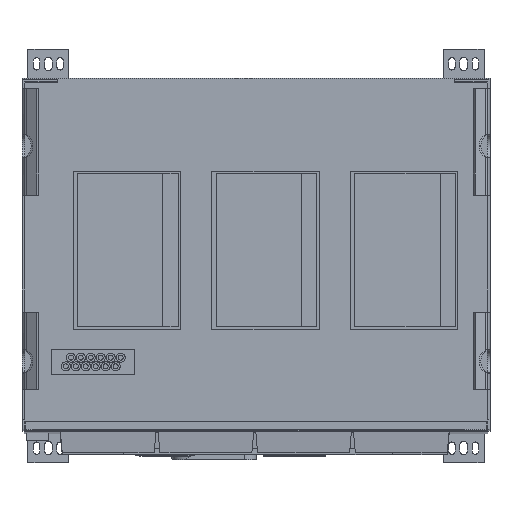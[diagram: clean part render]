
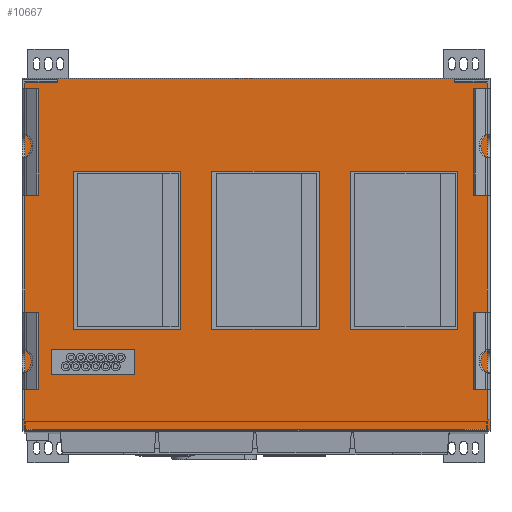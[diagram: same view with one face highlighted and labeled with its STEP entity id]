
A CAD part, top view. The second image highlights one B-rep face of the part: STEP entity #10667.
In plain terms, the highlighted planar face has unit normal (0, 0, 1).
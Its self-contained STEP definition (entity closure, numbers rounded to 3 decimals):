
#10667=ADVANCED_FACE('',(#13254,#13255,#13256,#13257,#13258,#13259,#13260),
#12140,.T.);
#12140=PLANE('',#38835);
#13254=FACE_BOUND('',#14606,.T.);
#13255=FACE_BOUND('',#14607,.T.);
#13256=FACE_BOUND('',#14608,.T.);
#13257=FACE_BOUND('',#14609,.T.);
#13258=FACE_BOUND('',#14610,.T.);
#13259=FACE_BOUND('',#14611,.T.);
#13260=FACE_BOUND('',#14612,.T.);
#14606=EDGE_LOOP('',(#19706,#19707,#19708,#19709));
#14607=EDGE_LOOP('',(#19710,#19711,#19712,#19713));
#14608=EDGE_LOOP('',(#19714,#19715,#19716,#19717,#19718,#19719));
#14609=EDGE_LOOP('',(#19720,#19721,#19722,#19723));
#14610=EDGE_LOOP('',(#19724,#19725,#19726,#19727));
#14611=EDGE_LOOP('',(#19728,#19729,#19730,#19731));
#14612=EDGE_LOOP('',(#19732,#19733,#19734,#19735,#19736,#19737));
#19706=ORIENTED_EDGE('',*,*,#27181,.F.);
#19707=ORIENTED_EDGE('',*,*,#27192,.F.);
#19708=ORIENTED_EDGE('',*,*,#27188,.F.);
#19709=ORIENTED_EDGE('',*,*,#27191,.F.);
#19710=ORIENTED_EDGE('',*,*,#29093,.F.);
#19711=ORIENTED_EDGE('',*,*,#29081,.F.);
#19712=ORIENTED_EDGE('',*,*,#29084,.T.);
#19713=ORIENTED_EDGE('',*,*,#29085,.T.);
#19714=ORIENTED_EDGE('',*,*,#28836,.F.);
#19715=ORIENTED_EDGE('',*,*,#29068,.T.);
#19716=ORIENTED_EDGE('',*,*,#29064,.T.);
#19717=ORIENTED_EDGE('',*,*,#29060,.T.);
#19718=ORIENTED_EDGE('',*,*,#29049,.T.);
#19719=ORIENTED_EDGE('',*,*,#29059,.F.);
#19720=ORIENTED_EDGE('',*,*,#29115,.F.);
#19721=ORIENTED_EDGE('',*,*,#29108,.F.);
#19722=ORIENTED_EDGE('',*,*,#29114,.F.);
#19723=ORIENTED_EDGE('',*,*,#29113,.F.);
#19724=ORIENTED_EDGE('',*,*,#29107,.F.);
#19725=ORIENTED_EDGE('',*,*,#29100,.F.);
#19726=ORIENTED_EDGE('',*,*,#29106,.F.);
#19727=ORIENTED_EDGE('',*,*,#29105,.F.);
#19728=ORIENTED_EDGE('',*,*,#29126,.F.);
#19729=ORIENTED_EDGE('',*,*,#29117,.F.);
#19730=ORIENTED_EDGE('',*,*,#29121,.F.);
#19731=ORIENTED_EDGE('',*,*,#29124,.F.);
#19732=ORIENTED_EDGE('',*,*,#28954,.T.);
#19733=ORIENTED_EDGE('',*,*,#28840,.T.);
#19734=ORIENTED_EDGE('',*,*,#28945,.T.);
#19735=ORIENTED_EDGE('',*,*,#28936,.T.);
#19736=ORIENTED_EDGE('',*,*,#28950,.T.);
#19737=ORIENTED_EDGE('',*,*,#28946,.T.);
#24316=VERTEX_POINT('',#48294);
#24317=VERTEX_POINT('',#48295);
#24322=VERTEX_POINT('',#48309);
#24323=VERTEX_POINT('',#48310);
#25467=VERTEX_POINT('',#55165);
#25469=VERTEX_POINT('',#55168);
#25471=VERTEX_POINT('',#55174);
#25473=VERTEX_POINT('',#55177);
#25537=VERTEX_POINT('',#55514);
#25539=VERTEX_POINT('',#55517);
#25543=VERTEX_POINT('',#55535);
#25544=VERTEX_POINT('',#55536);
#25612=VERTEX_POINT('',#55889);
#25613=VERTEX_POINT('',#55890);
#25618=VERTEX_POINT('',#55910);
#25621=VERTEX_POINT('',#55918);
#25632=VERTEX_POINT('',#55949);
#25635=VERTEX_POINT('',#55954);
#25637=VERTEX_POINT('',#55960);
#25638=VERTEX_POINT('',#55964);
#25648=VERTEX_POINT('',#55992);
#25649=VERTEX_POINT('',#55993);
#25650=VERTEX_POINT('',#55998);
#25651=VERTEX_POINT('',#56000);
#25652=VERTEX_POINT('',#56008);
#25653=VERTEX_POINT('',#56009);
#25654=VERTEX_POINT('',#56014);
#25655=VERTEX_POINT('',#56016);
#25656=VERTEX_POINT('',#56024);
#25658=VERTEX_POINT('',#56027);
#25660=VERTEX_POINT('',#56033);
#25663=VERTEX_POINT('',#56040);
#27181=EDGE_CURVE('',#24316,#24317,#31235,.T.);
#27188=EDGE_CURVE('',#24322,#24323,#31242,.T.);
#27191=EDGE_CURVE('',#24317,#24322,#31245,.T.);
#27192=EDGE_CURVE('',#24323,#24316,#31246,.T.);
#28836=EDGE_CURVE('',#25467,#25469,#32624,.T.);
#28840=EDGE_CURVE('',#25473,#25471,#32628,.T.);
#28936=EDGE_CURVE('',#25539,#25537,#32684,.T.);
#28945=EDGE_CURVE('',#25471,#25539,#32693,.T.);
#28946=EDGE_CURVE('',#25543,#25544,#32694,.T.);
#28950=EDGE_CURVE('',#25537,#25543,#32698,.T.);
#28954=EDGE_CURVE('',#25544,#25473,#32701,.T.);
#29049=EDGE_CURVE('',#25612,#25613,#32755,.T.);
#29059=EDGE_CURVE('',#25469,#25613,#32765,.T.);
#29060=EDGE_CURVE('',#25618,#25612,#32766,.T.);
#29064=EDGE_CURVE('',#25621,#25618,#32769,.T.);
#29068=EDGE_CURVE('',#25467,#25621,#32772,.T.);
#29081=EDGE_CURVE('',#25635,#25632,#32785,.T.);
#29084=EDGE_CURVE('',#25635,#25637,#32788,.T.);
#29085=EDGE_CURVE('',#25637,#25638,#32789,.T.);
#29093=EDGE_CURVE('',#25632,#25638,#32797,.T.);
#29100=EDGE_CURVE('',#25648,#25649,#32804,.T.);
#29105=EDGE_CURVE('',#25651,#25650,#32809,.T.);
#29106=EDGE_CURVE('',#25650,#25648,#32810,.T.);
#29107=EDGE_CURVE('',#25649,#25651,#32811,.T.);
#29108=EDGE_CURVE('',#25652,#25653,#32812,.T.);
#29113=EDGE_CURVE('',#25655,#25654,#32817,.T.);
#29114=EDGE_CURVE('',#25654,#25652,#32818,.T.);
#29115=EDGE_CURVE('',#25653,#25655,#32819,.T.);
#29117=EDGE_CURVE('',#25656,#25658,#32821,.T.);
#29121=EDGE_CURVE('',#25660,#25656,#32825,.T.);
#29124=EDGE_CURVE('',#25663,#25660,#32828,.T.);
#29126=EDGE_CURVE('',#25658,#25663,#32830,.T.);
#31235=LINE('',#48293,#34527);
#31242=LINE('',#48308,#34534);
#31245=LINE('',#48314,#34537);
#31246=LINE('',#48316,#34538);
#32624=LINE('',#55167,#35916);
#32628=LINE('',#55176,#35920);
#32684=LINE('',#55516,#35976);
#32693=LINE('',#55532,#35985);
#32694=LINE('',#55534,#35986);
#32698=LINE('',#55543,#35990);
#32701=LINE('',#55549,#35993);
#32755=LINE('',#55888,#36047);
#32765=LINE('',#55907,#36057);
#32766=LINE('',#55909,#36058);
#32769=LINE('',#55917,#36061);
#32772=LINE('',#55925,#36064);
#32785=LINE('',#55955,#36077);
#32788=LINE('',#55961,#36080);
#32789=LINE('',#55963,#36081);
#32797=LINE('',#55978,#36089);
#32804=LINE('',#55991,#36096);
#32809=LINE('',#56001,#36101);
#32810=LINE('',#56003,#36102);
#32811=LINE('',#56005,#36103);
#32812=LINE('',#56007,#36104);
#32817=LINE('',#56017,#36109);
#32818=LINE('',#56019,#36110);
#32819=LINE('',#56021,#36111);
#32821=LINE('',#56026,#36113);
#32825=LINE('',#56035,#36117);
#32828=LINE('',#56041,#36120);
#32830=LINE('',#56044,#36122);
#34527=VECTOR('',#39975,1.);
#34534=VECTOR('',#39986,1.);
#34537=VECTOR('',#39991,1.);
#34538=VECTOR('',#39994,1.);
#35916=VECTOR('',#43068,1.);
#35920=VECTOR('',#43074,1.);
#35976=VECTOR('',#43210,1.);
#35985=VECTOR('',#43225,1.);
#35986=VECTOR('',#43228,1.);
#35990=VECTOR('',#43234,1.);
#35993=VECTOR('',#43241,1.);
#36047=VECTOR('',#43381,1.);
#36057=VECTOR('',#43397,1.);
#36058=VECTOR('',#43400,1.);
#36061=VECTOR('',#43407,1.);
#36064=VECTOR('',#43414,1.);
#36077=VECTOR('',#43437,1.);
#36080=VECTOR('',#43442,1.);
#36081=VECTOR('',#43445,1.);
#36089=VECTOR('',#43455,1.);
#36096=VECTOR('',#43466,1.);
#36101=VECTOR('',#43473,1.);
#36102=VECTOR('',#43476,1.);
#36103=VECTOR('',#43479,1.);
#36104=VECTOR('',#43482,1.);
#36109=VECTOR('',#43489,1.);
#36110=VECTOR('',#43492,1.);
#36111=VECTOR('',#43495,1.);
#36113=VECTOR('',#43499,1.);
#36117=VECTOR('',#43505,1.);
#36120=VECTOR('',#43510,1.);
#36122=VECTOR('',#43514,1.);
#38835=AXIS2_PLACEMENT_3D('',#56120,#43616,#43617);
#39975=DIRECTION('',(1.,0.,0.));
#39986=DIRECTION('',(-1.,0.,0.));
#39991=DIRECTION('',(0.,1.,0.));
#39994=DIRECTION('',(0.,-1.,0.));
#43068=DIRECTION('',(0.,-1.,0.));
#43074=DIRECTION('',(0.,-1.,0.));
#43210=DIRECTION('',(0.,1.,0.));
#43225=DIRECTION('',(-1.,0.,0.));
#43228=DIRECTION('',(0.,1.,0.));
#43234=DIRECTION('',(-1.,0.,0.));
#43241=DIRECTION('',(1.,0.,0.));
#43381=DIRECTION('',(0.,-1.,0.));
#43397=DIRECTION('',(1.,0.,0.));
#43400=DIRECTION('',(-1.,0.,0.));
#43407=DIRECTION('',(0.,-1.,0.));
#43414=DIRECTION('',(1.,0.,0.));
#43437=DIRECTION('',(0.,-1.,0.));
#43442=DIRECTION('',(-1.,0.,0.));
#43445=DIRECTION('',(0.,-1.,0.));
#43455=DIRECTION('',(-1.,0.,0.));
#43466=DIRECTION('',(0.,-1.,0.));
#43473=DIRECTION('',(0.,1.,0.));
#43476=DIRECTION('',(-1.,0.,0.));
#43479=DIRECTION('',(1.,0.,0.));
#43482=DIRECTION('',(0.,-1.,0.));
#43489=DIRECTION('',(0.,1.,0.));
#43492=DIRECTION('',(-1.,0.,0.));
#43495=DIRECTION('',(1.,0.,0.));
#43499=DIRECTION('',(0.,1.,0.));
#43505=DIRECTION('',(1.,0.,0.));
#43510=DIRECTION('',(0.,-1.,0.));
#43514=DIRECTION('',(-1.,0.,0.));
#43616=DIRECTION('',(0.,0.,1.));
#43617=DIRECTION('',(1.,0.,0.));
#48293=CARTESIAN_POINT('',(-1642.25,170.748,1899.5));
#48294=CARTESIAN_POINT('',(-2062.25,170.748,1899.5));
#48295=CARTESIAN_POINT('',(-1879.25,170.748,1899.5));
#48308=CARTESIAN_POINT('',(-1652.25,440.748,1899.5));
#48309=CARTESIAN_POINT('',(-1879.25,440.748,1899.5));
#48310=CARTESIAN_POINT('',(-2062.25,440.748,1899.5));
#48314=CARTESIAN_POINT('',(-1879.25,278.334,1899.5));
#48316=CARTESIAN_POINT('',(-2062.25,600.,1899.5));
#55165=CARTESIAN_POINT('',(-2149.,598.498,1899.5));
#55167=CARTESIAN_POINT('',(-2149.,600.,1899.5));
#55168=CARTESIAN_POINT('',(-2149.,16.,1899.5));
#55174=CARTESIAN_POINT('',(-1351.,16.,1899.5));
#55176=CARTESIAN_POINT('',(-1351.,16.,1899.5));
#55177=CARTESIAN_POINT('',(-1351.,598.498,1899.5));
#55514=CARTESIAN_POINT('',(-1355.,593.5,1899.5));
#55516=CARTESIAN_POINT('',(-1355.,600.,1899.5));
#55517=CARTESIAN_POINT('',(-1355.,16.,1899.5));
#55532=CARTESIAN_POINT('',(-1350.,16.,1899.5));
#55534=CARTESIAN_POINT('',(-1410.,600.,1899.5));
#55535=CARTESIAN_POINT('',(-1410.,593.5,1899.5));
#55536=CARTESIAN_POINT('',(-1410.,598.498,1899.5));
#55543=CARTESIAN_POINT('',(-1412.5,593.5,1899.5));
#55549=CARTESIAN_POINT('',(-1412.5,598.498,1899.5));
#55888=CARTESIAN_POINT('',(-2145.,300.,1899.5));
#55889=CARTESIAN_POINT('',(-2145.,593.5,1899.5));
#55890=CARTESIAN_POINT('',(-2145.,16.,1899.5));
#55907=CARTESIAN_POINT('',(-1410.,16.,1899.5));
#55909=CARTESIAN_POINT('',(-1350.,593.5,1899.5));
#55910=CARTESIAN_POINT('',(-2090.,593.5,1899.5));
#55917=CARTESIAN_POINT('',(-2090.,400.,1899.5));
#55918=CARTESIAN_POINT('',(-2090.,598.498,1899.5));
#55925=CARTESIAN_POINT('',(-1350.,598.498,1899.5));
#55949=CARTESIAN_POINT('',(-1350.,0.,1899.5));
#55954=CARTESIAN_POINT('',(-1350.,600.,1899.5));
#55955=CARTESIAN_POINT('',(-1350.,600.,1899.5));
#55960=CARTESIAN_POINT('',(-2150.,600.,1899.5));
#55961=CARTESIAN_POINT('',(0.,600.,1899.5));
#55963=CARTESIAN_POINT('',(-2150.,600.,1899.5));
#55964=CARTESIAN_POINT('',(-2150.,0.,1899.5));
#55978=CARTESIAN_POINT('',(-1350.,0.,1899.5));
#55991=CARTESIAN_POINT('',(-1825.25,600.,1899.5));
#55992=CARTESIAN_POINT('',(-1825.25,440.748,1899.5));
#55993=CARTESIAN_POINT('',(-1825.25,170.748,1899.5));
#55998=CARTESIAN_POINT('',(-1642.25,440.748,1899.5));
#56000=CARTESIAN_POINT('',(-1642.25,170.748,1899.5));
#56001=CARTESIAN_POINT('',(-1642.25,600.,1899.5));
#56003=CARTESIAN_POINT('',(-1350.,440.748,1899.5));
#56005=CARTESIAN_POINT('',(-1350.,170.748,1899.5));
#56007=CARTESIAN_POINT('',(-1588.25,600.,1899.5));
#56008=CARTESIAN_POINT('',(-1588.25,440.748,1899.5));
#56009=CARTESIAN_POINT('',(-1588.25,170.748,1899.5));
#56014=CARTESIAN_POINT('',(-1405.25,440.748,1899.5));
#56016=CARTESIAN_POINT('',(-1405.25,170.748,1899.5));
#56017=CARTESIAN_POINT('',(-1405.25,600.,1899.5));
#56019=CARTESIAN_POINT('',(-1652.25,440.748,1899.5));
#56021=CARTESIAN_POINT('',(-1642.25,170.748,1899.5));
#56024=CARTESIAN_POINT('',(-1957.25,93.,1899.5));
#56026=CARTESIAN_POINT('',(-1957.25,93.,1899.5));
#56027=CARTESIAN_POINT('',(-1957.25,137.,1899.5));
#56033=CARTESIAN_POINT('',(-2099.25,93.,1899.5));
#56035=CARTESIAN_POINT('',(-2099.25,93.,1899.5));
#56040=CARTESIAN_POINT('',(-2099.25,137.,1899.5));
#56041=CARTESIAN_POINT('',(-2099.25,152.463,1899.5));
#56044=CARTESIAN_POINT('',(-2099.25,137.,1899.5));
#56120=CARTESIAN_POINT('',(-1350.,600.,1899.5));
